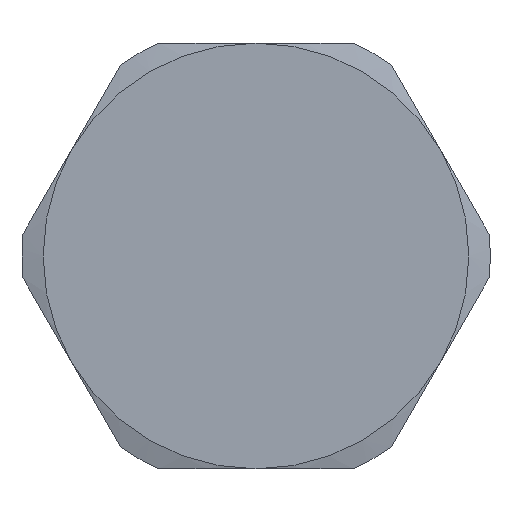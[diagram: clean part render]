
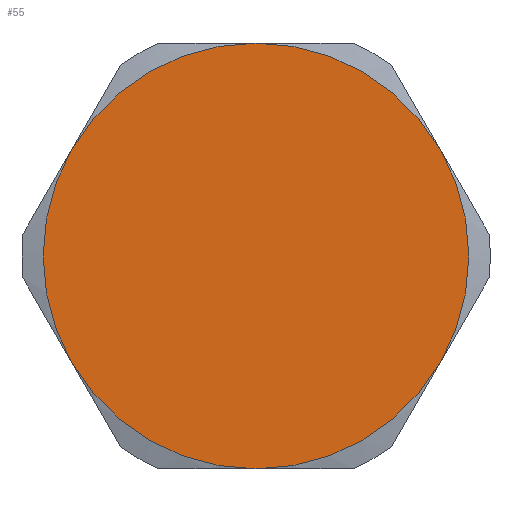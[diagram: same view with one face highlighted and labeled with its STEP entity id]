
A CAD part, left-side view. The second image highlights one B-rep face of the part: STEP entity #55.
In plain terms, the highlighted planar face has unit normal (-1, 0, 0).
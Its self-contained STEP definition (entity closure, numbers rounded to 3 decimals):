
#32 = CARTESIAN_POINT ( 'NONE',  ( 0., 0., 0. ) ) ;
#55 = ADVANCED_FACE ( 'NONE', ( #674 ), #711, .F. ) ;
#66 = CIRCLE ( 'NONE', #1082, 15. ) ;
#75 = ORIENTED_EDGE ( 'NONE', *, *, #835, .T. ) ;
#78 = DIRECTION ( 'NONE',  ( 0., 0., -1. ) ) ;
#104 = ORIENTED_EDGE ( 'NONE', *, *, #391, .F. ) ;
#123 = ORIENTED_EDGE ( 'NONE', *, *, #532, .F. ) ;
#151 = AXIS2_PLACEMENT_3D ( 'NONE', #240, #921, #341 ) ;
#156 = CIRCLE ( 'NONE', #644, 15. ) ;
#178 = CARTESIAN_POINT ( 'NONE',  ( 0., 0., 0. ) ) ;
#211 = EDGE_CURVE ( 'NONE', #613, #809, #1012, .T. ) ;
#240 = CARTESIAN_POINT ( 'NONE',  ( 0., 0., 0. ) ) ;
#257 = CARTESIAN_POINT ( 'NONE',  ( 0., 0., 0. ) ) ;
#259 = CARTESIAN_POINT ( 'NONE',  ( 0., -12.99, -7.5 ) ) ;
#269 = EDGE_CURVE ( 'NONE', #809, #575, #156, .T. ) ;
#341 = DIRECTION ( 'NONE',  ( 0., 0., -1. ) ) ;
#356 = CARTESIAN_POINT ( 'NONE',  ( 0., 12.99, 7.5 ) ) ;
#359 = DIRECTION ( 'NONE',  ( 0., 0., -1. ) ) ;
#391 = EDGE_CURVE ( 'NONE', #1056, #414, #66, .T. ) ;
#414 = VERTEX_POINT ( 'NONE', #1014 ) ;
#423 = DIRECTION ( 'NONE',  ( 1., 0., 0. ) ) ;
#429 = DIRECTION ( 'NONE',  ( 1., 0., 0. ) ) ;
#481 = AXIS2_PLACEMENT_3D ( 'NONE', #178, #911, #1174 ) ;
#493 = AXIS2_PLACEMENT_3D ( 'NONE', #32, #568, #1225 ) ;
#499 = CIRCLE ( 'NONE', #493, 15. ) ;
#503 = ORIENTED_EDGE ( 'NONE', *, *, #1180, .F. ) ;
#532 = EDGE_CURVE ( 'NONE', #414, #613, #1183, .T. ) ;
#568 = DIRECTION ( 'NONE',  ( -1., 0., 0. ) ) ;
#572 = CARTESIAN_POINT ( 'NONE',  ( 0., 0., 15. ) ) ;
#575 = VERTEX_POINT ( 'NONE', #594 ) ;
#594 = CARTESIAN_POINT ( 'NONE',  ( 0., 12.99, -7.5 ) ) ;
#613 = VERTEX_POINT ( 'NONE', #259 ) ;
#644 = AXIS2_PLACEMENT_3D ( 'NONE', #996, #423, #1085 ) ;
#661 = DIRECTION ( 'NONE',  ( 1., 0., 0. ) ) ;
#674 = FACE_OUTER_BOUND ( 'NONE', #1140, .T. ) ;
#711 = PLANE ( 'NONE',  #755 ) ;
#722 = AXIS2_PLACEMENT_3D ( 'NONE', #257, #940, #359 ) ;
#736 = VERTEX_POINT ( 'NONE', #356 ) ;
#755 = AXIS2_PLACEMENT_3D ( 'NONE', #806, #429, #1094 ) ;
#806 = CARTESIAN_POINT ( 'NONE',  ( 0., 0., 0. ) ) ;
#809 = VERTEX_POINT ( 'NONE', #982 ) ;
#835 = EDGE_CURVE ( 'NONE', #1056, #736, #499, .T. ) ;
#902 = ORIENTED_EDGE ( 'NONE', *, *, #211, .F. ) ;
#911 = DIRECTION ( 'NONE',  ( 1., 0., 0. ) ) ;
#921 = DIRECTION ( 'NONE',  ( 1., 0., 0. ) ) ;
#940 = DIRECTION ( 'NONE',  ( 1., 0., 0. ) ) ;
#982 = CARTESIAN_POINT ( 'NONE',  ( 0., 0., -15. ) ) ;
#996 = CARTESIAN_POINT ( 'NONE',  ( 0., 0., 0. ) ) ;
#1007 = ORIENTED_EDGE ( 'NONE', *, *, #269, .F. ) ;
#1012 = CIRCLE ( 'NONE', #151, 15. ) ;
#1014 = CARTESIAN_POINT ( 'NONE',  ( 0., -12.99, 7.5 ) ) ;
#1044 = CIRCLE ( 'NONE', #722, 15. ) ;
#1056 = VERTEX_POINT ( 'NONE', #572 ) ;
#1082 = AXIS2_PLACEMENT_3D ( 'NONE', #1212, #661, #78 ) ;
#1085 = DIRECTION ( 'NONE',  ( 0., 0., -1. ) ) ;
#1094 = DIRECTION ( 'NONE',  ( 0., 0., -1. ) ) ;
#1140 = EDGE_LOOP ( 'NONE', ( #1007, #902, #123, #104, #75, #503 ) ) ;
#1174 = DIRECTION ( 'NONE',  ( 0., 0., -1. ) ) ;
#1180 = EDGE_CURVE ( 'NONE', #575, #736, #1044, .T. ) ;
#1183 = CIRCLE ( 'NONE', #481, 15. ) ;
#1212 = CARTESIAN_POINT ( 'NONE',  ( 0., 0., 0. ) ) ;
#1225 = DIRECTION ( 'NONE',  ( 0., 0., 1. ) ) ;
